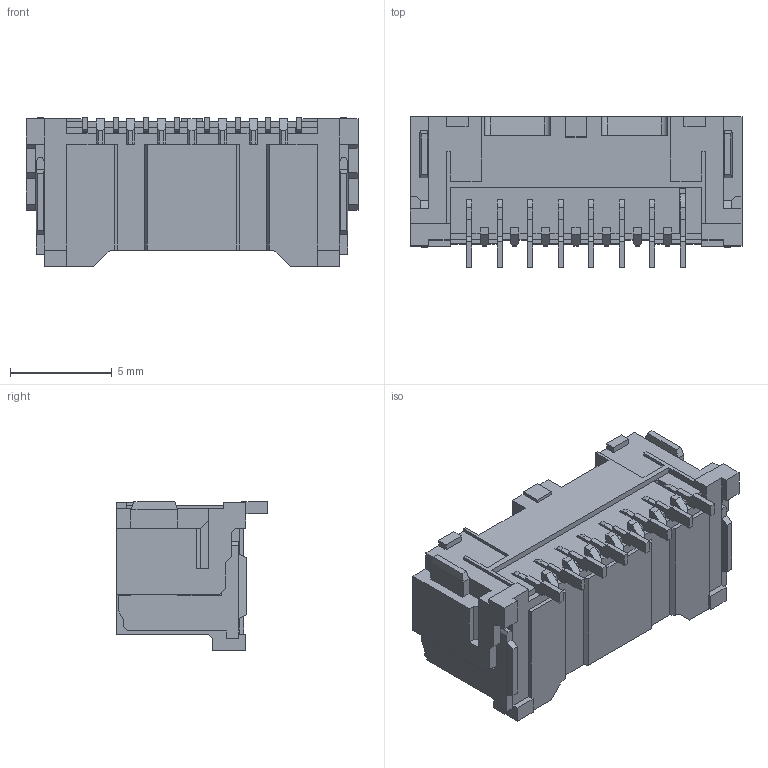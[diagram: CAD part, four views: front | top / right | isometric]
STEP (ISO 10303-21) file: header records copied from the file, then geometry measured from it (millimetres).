
FILE_DESCRIPTION((''),'2;1');
FILE_NAME('5025840870','2019-07-04T',('gga'),(''),'PRO/ENGINEER BY PARAMETRIC TECHNOLOGY CORPORATION, 2016010','PRO/ENGINEER BY PARAMETRIC TECHNOLOGY CORPORATION, 2016010','');
FILE_SCHEMA(('CONFIG_CONTROL_DESIGN'));
Length unit declared in the file: millimetre
Products named in the file (1): 5025840870
Bounding box: 16.3 x 7.4 x 7.3 mm (x, y, z)
Volume: 305.5 mm3; surface area: 888.2 mm2
Topology: 1 solids, 1 shells, 623 faces, 1878 edges, 1242 vertices
Faces by surface type: plane 563, cylinder 60
Entity records: 20707 total; most frequent: CARTESIAN_POINT 3774, ORIENTED_EDGE 3676, DIRECTION 3218, EDGE_CURVE 1838, VECTOR 1754, LINE 1754, VERTEX_POINT 1202, AXIS2_PLACEMENT_3D 732
